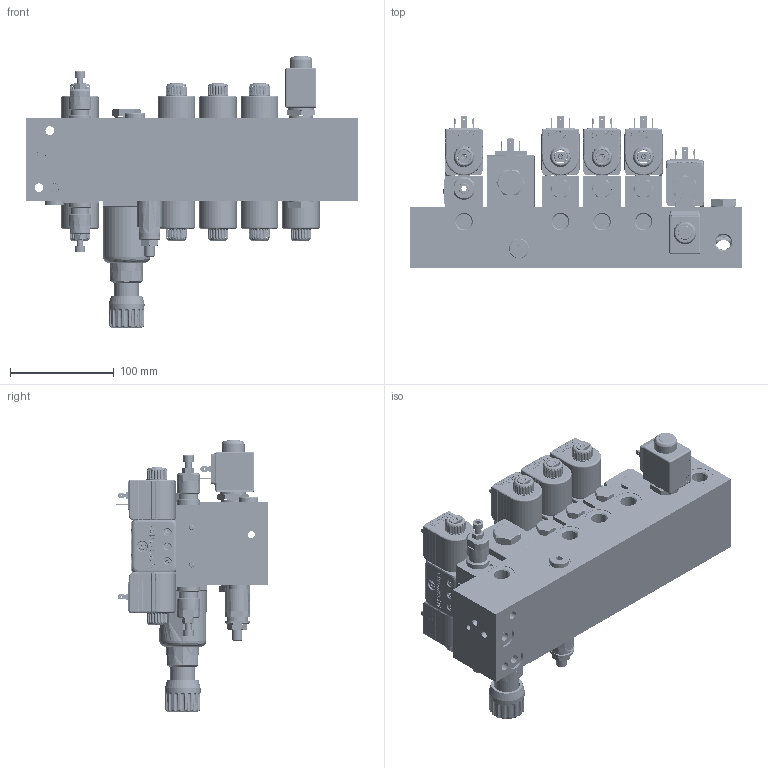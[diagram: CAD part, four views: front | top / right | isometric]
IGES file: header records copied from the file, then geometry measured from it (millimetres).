
Start section: SolidWorks IGES file using analytic representation for surfaces
Global section: file name: P15112141.igs; native system: SolidWorks 2016; preprocessor: SolidWorks 2016; author: serviziopdm; date: 170309.115828; units: millimetre
Bounding box: 320 x 147.23 x 261.26 mm (x, y, z)
Surface area: 356037.8 mm2 (no closed solid volume)
Topology: 0 solids, 0 shells, 5306 faces, 78024 edges, 77980 vertices
Faces by surface type: bspline 2740, revolution 2566
